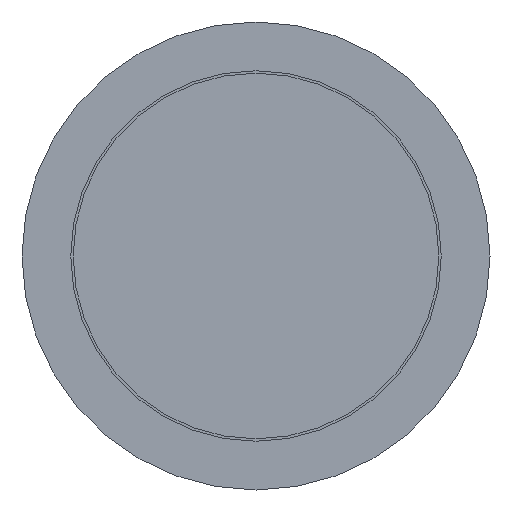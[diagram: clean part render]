
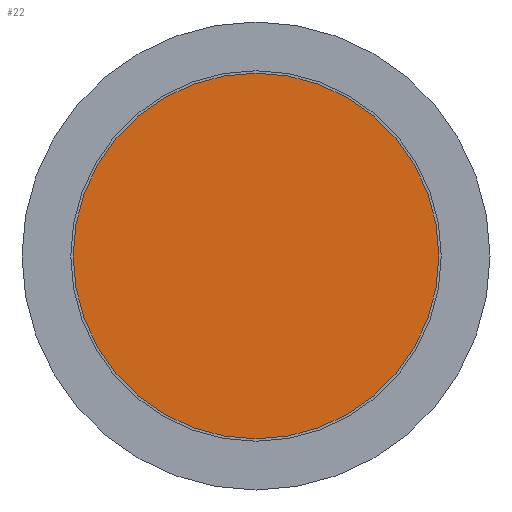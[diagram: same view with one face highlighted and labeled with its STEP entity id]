
A CAD part, front view. The second image highlights one B-rep face of the part: STEP entity #22.
In plain terms, the highlighted planar face has unit normal (0, -1, 0).
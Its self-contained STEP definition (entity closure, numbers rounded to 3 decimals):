
#22 = ADVANCED_FACE ( 'NONE', ( #253 ), #503, .F. ) ;
#34 = DIRECTION ( 'NONE',  ( 0., 0., -1. ) ) ;
#35 = DIRECTION ( 'NONE',  ( 0., 0., 1. ) ) ;
#53 = CARTESIAN_POINT ( 'NONE',  ( 0., 0., -18.75 ) ) ;
#122 = DIRECTION ( 'NONE',  ( 0., 1., 0. ) ) ;
#127 = AXIS2_PLACEMENT_3D ( 'NONE', #457, #416, #34 ) ;
#148 = AXIS2_PLACEMENT_3D ( 'NONE', #461, #122, #35 ) ;
#216 = EDGE_LOOP ( 'NONE', ( #389 ) ) ;
#253 = FACE_OUTER_BOUND ( 'NONE', #216, .T. ) ;
#389 = ORIENTED_EDGE ( 'NONE', *, *, #513, .T. ) ;
#416 = DIRECTION ( 'NONE',  ( 0., -1., 0. ) ) ;
#434 = VERTEX_POINT ( 'NONE', #53 ) ;
#457 = CARTESIAN_POINT ( 'NONE',  ( 0., 0., 0. ) ) ;
#461 = CARTESIAN_POINT ( 'NONE',  ( -18.75, 0., 0. ) ) ;
#486 = CIRCLE ( 'NONE', #127, 18.75 ) ;
#503 = PLANE ( 'NONE',  #148 ) ;
#513 = EDGE_CURVE ( 'NONE', #434, #434, #486, .T. ) ;
